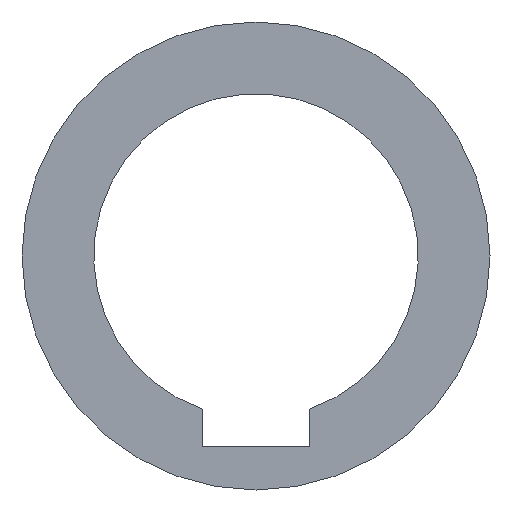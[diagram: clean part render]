
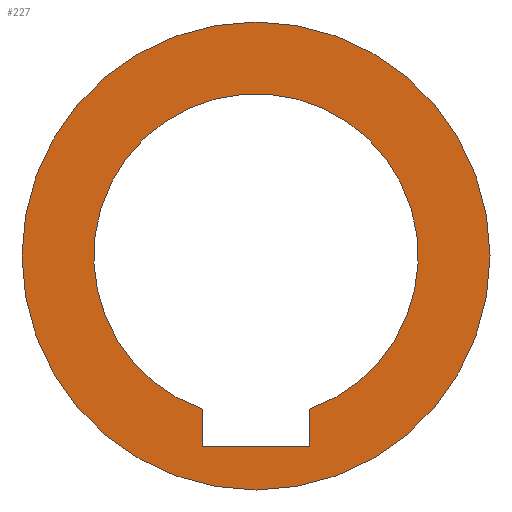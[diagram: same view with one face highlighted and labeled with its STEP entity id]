
A CAD part, front view. The second image highlights one B-rep face of the part: STEP entity #227.
In plain terms, the highlighted planar face has unit normal (0, -1, 0).
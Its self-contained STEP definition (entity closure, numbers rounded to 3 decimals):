
#4 = LINE ( 'NONE', #198, #296 ) ;
#6 = AXIS2_PLACEMENT_3D ( 'NONE', #307, #16, #125 ) ;
#10 = CIRCLE ( 'NONE', #138, 32.6 ) ;
#13 = ORIENTED_EDGE ( 'NONE', *, *, #174, .F. ) ;
#16 = DIRECTION ( 'NONE',  ( 0., 1., 0. ) ) ;
#18 = DIRECTION ( 'NONE',  ( 0., 0., 1. ) ) ;
#19 = EDGE_LOOP ( 'NONE', ( #291, #50, #213, #37 ) ) ;
#22 = DIRECTION ( 'NONE',  ( 0., 0., 1. ) ) ;
#23 = EDGE_CURVE ( 'NONE', #53, #109, #25, .T. ) ;
#25 = CIRCLE ( 'NONE', #113, 22.6 ) ;
#32 = FACE_BOUND ( 'NONE', #19, .T. ) ;
#37 = ORIENTED_EDGE ( 'NONE', *, *, #154, .T. ) ;
#40 = AXIS2_PLACEMENT_3D ( 'NONE', #66, #176, #43 ) ;
#42 = VERTEX_POINT ( 'NONE', #122 ) ;
#43 = DIRECTION ( 'NONE',  ( 0., 0., 1. ) ) ;
#50 = ORIENTED_EDGE ( 'NONE', *, *, #253, .T. ) ;
#53 = VERTEX_POINT ( 'NONE', #244 ) ;
#61 = CARTESIAN_POINT ( 'NONE',  ( 0., 0., 0. ) ) ;
#63 = CARTESIAN_POINT ( 'NONE',  ( 7.5, 0., -26.6 ) ) ;
#64 = CARTESIAN_POINT ( 'NONE',  ( 7.5, 0., -26.6 ) ) ;
#66 = CARTESIAN_POINT ( 'NONE',  ( 0., 0., 0. ) ) ;
#71 = EDGE_LOOP ( 'NONE', ( #13, #184 ) ) ;
#79 = LINE ( 'NONE', #64, #208 ) ;
#85 = PLANE ( 'NONE',  #40 ) ;
#91 = CIRCLE ( 'NONE', #6, 32.6 ) ;
#108 = CARTESIAN_POINT ( 'NONE',  ( 0., 0., 0. ) ) ;
#109 = VERTEX_POINT ( 'NONE', #277 ) ;
#111 = DIRECTION ( 'NONE',  ( -1., 0., 0. ) ) ;
#113 = AXIS2_PLACEMENT_3D ( 'NONE', #61, #272, #143 ) ;
#122 = CARTESIAN_POINT ( 'NONE',  ( 0., 0., 32.6 ) ) ;
#125 = DIRECTION ( 'NONE',  ( 0., 0., 1. ) ) ;
#135 = FACE_OUTER_BOUND ( 'NONE', #71, .T. ) ;
#138 = AXIS2_PLACEMENT_3D ( 'NONE', #108, #283, #18 ) ;
#143 = DIRECTION ( 'NONE',  ( 0., 0., 1. ) ) ;
#147 = LINE ( 'NONE', #225, #215 ) ;
#154 = EDGE_CURVE ( 'NONE', #233, #53, #147, .T. ) ;
#174 = EDGE_CURVE ( 'NONE', #251, #42, #10, .T. ) ;
#176 = DIRECTION ( 'NONE',  ( 0., 1., 0. ) ) ;
#182 = VERTEX_POINT ( 'NONE', #63 ) ;
#184 = ORIENTED_EDGE ( 'NONE', *, *, #209, .F. ) ;
#194 = CARTESIAN_POINT ( 'NONE',  ( -7.5, 0., -26.6 ) ) ;
#198 = CARTESIAN_POINT ( 'NONE',  ( -7.5, 0., -26.6 ) ) ;
#208 = VECTOR ( 'NONE', #308, 1000. ) ;
#209 = EDGE_CURVE ( 'NONE', #42, #251, #91, .T. ) ;
#213 = ORIENTED_EDGE ( 'NONE', *, *, #235, .T. ) ;
#215 = VECTOR ( 'NONE', #22, 1000. ) ;
#225 = CARTESIAN_POINT ( 'NONE',  ( -7.5, 0., -26.6 ) ) ;
#227 = ADVANCED_FACE ( 'NONE', ( #135, #32 ), #85, .F. ) ;
#233 = VERTEX_POINT ( 'NONE', #194 ) ;
#235 = EDGE_CURVE ( 'NONE', #182, #233, #4, .T. ) ;
#244 = CARTESIAN_POINT ( 'NONE',  ( -7.5, 0., -21.319 ) ) ;
#251 = VERTEX_POINT ( 'NONE', #284 ) ;
#253 = EDGE_CURVE ( 'NONE', #109, #182, #79, .T. ) ;
#272 = DIRECTION ( 'NONE',  ( 0., 1., 0. ) ) ;
#277 = CARTESIAN_POINT ( 'NONE',  ( 7.5, 0., -21.319 ) ) ;
#283 = DIRECTION ( 'NONE',  ( 0., 1., 0. ) ) ;
#284 = CARTESIAN_POINT ( 'NONE',  ( 0., 0., -32.6 ) ) ;
#291 = ORIENTED_EDGE ( 'NONE', *, *, #23, .T. ) ;
#296 = VECTOR ( 'NONE', #111, 1000. ) ;
#307 = CARTESIAN_POINT ( 'NONE',  ( 0., 0., 0. ) ) ;
#308 = DIRECTION ( 'NONE',  ( 0., 0., -1. ) ) ;
